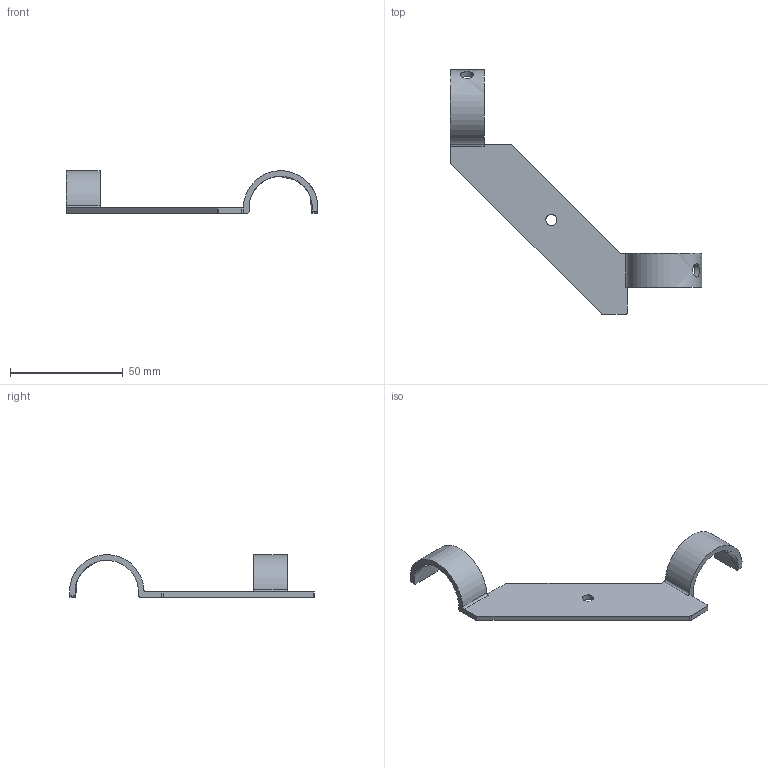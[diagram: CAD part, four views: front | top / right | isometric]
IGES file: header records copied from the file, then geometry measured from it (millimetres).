
Global section: file name: 350030; native system: Autodesk Inventor 2021; preprocessor: unknown; author: Spacek; date: 20201211.143710; units: millimetre
Bounding box: 111.45 x 108.5 x 18.9 mm (x, y, z)
Volume: 9413 mm3; surface area: 8928.3 mm2
Topology: 1 solids, 1 shells, 33 faces, 97 edges, 66 vertices
Faces by surface type: bspline 33
